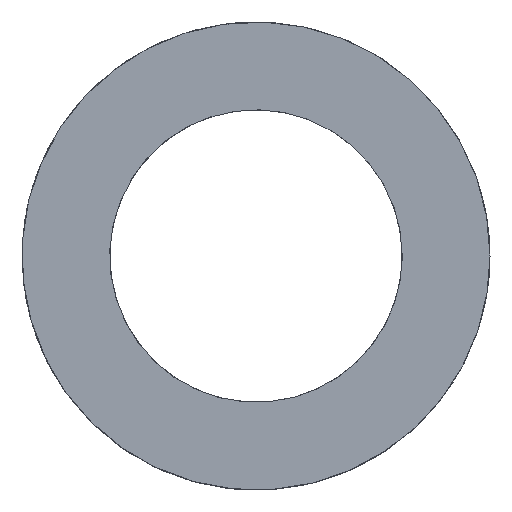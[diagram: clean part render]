
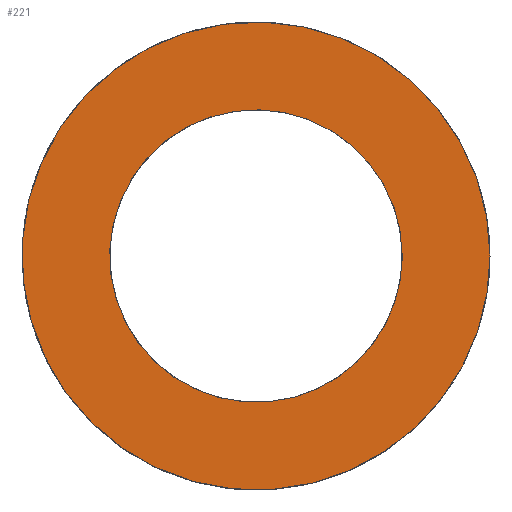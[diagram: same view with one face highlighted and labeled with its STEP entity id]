
A CAD part, front view. The second image highlights one B-rep face of the part: STEP entity #221.
In plain terms, the highlighted planar face has unit normal (0, -1, 0).
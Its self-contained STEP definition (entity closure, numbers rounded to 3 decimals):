
#221 = ADVANCED_FACE( '', ( #495, #496 ), #497, .F. );
#495 = FACE_OUTER_BOUND( '', #820, .T. );
#496 = FACE_BOUND( '', #821, .T. );
#497 = PLANE( '', #822 );
#820 = EDGE_LOOP( '', ( #1467 ) );
#821 = EDGE_LOOP( '', ( #1468 ) );
#822 = AXIS2_PLACEMENT_3D( '', #1469, #1470, #1471 );
#1467 = ORIENTED_EDGE( '', *, *, #2295, .F. );
#1468 = ORIENTED_EDGE( '', *, *, #2279, .T. );
#1469 = CARTESIAN_POINT( '', ( 0., 0., 0. ) );
#1470 = DIRECTION( '', ( 0., 1., 0. ) );
#1471 = DIRECTION( '', ( 0., 0., 1. ) );
#2279 = EDGE_CURVE( '', #2853, #2853, #2854, .T. );
#2295 = EDGE_CURVE( '', #2876, #2876, #2877, .T. );
#2853 = VERTEX_POINT( '', #3531 );
#2854 = CIRCLE( '', #3532, 6.25 );
#2876 = VERTEX_POINT( '', #3560 );
#2877 = CIRCLE( '', #3561, 10. );
#3531 = CARTESIAN_POINT( '', ( 6.25, 0., 0. ) );
#3532 = AXIS2_PLACEMENT_3D( '', #4276, #4277, #4278 );
#3560 = CARTESIAN_POINT( '', ( 10., 0., 0. ) );
#3561 = AXIS2_PLACEMENT_3D( '', #4297, #4298, #4299 );
#4276 = CARTESIAN_POINT( '', ( 0., 0., 0. ) );
#4277 = DIRECTION( '', ( 0., 1., 0. ) );
#4278 = DIRECTION( '', ( 1., 0., 0. ) );
#4297 = CARTESIAN_POINT( '', ( 0., 0., 0. ) );
#4298 = DIRECTION( '', ( 0., 1., 0. ) );
#4299 = DIRECTION( '', ( 1., 0., 0. ) );
